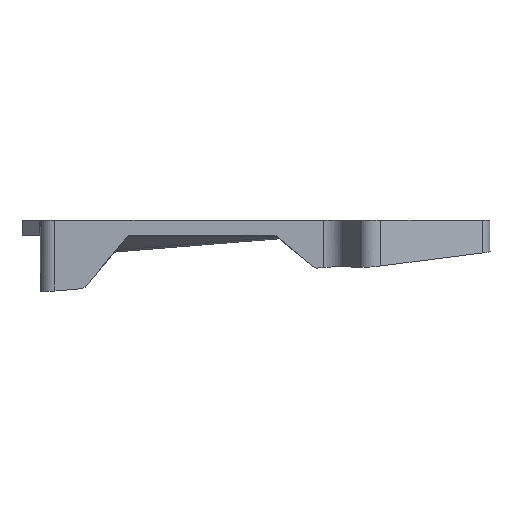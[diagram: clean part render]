
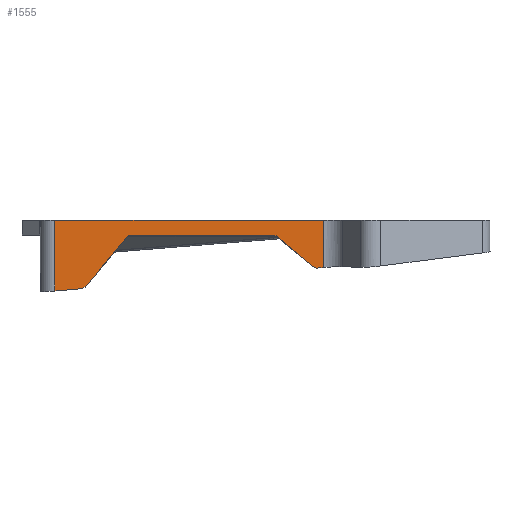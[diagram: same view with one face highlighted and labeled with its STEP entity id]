
A CAD part, left-side view. The second image highlights one B-rep face of the part: STEP entity #1555.
In plain terms, the highlighted planar face has unit normal (-1, 0, 0).
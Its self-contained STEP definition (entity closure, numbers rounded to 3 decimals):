
#36=ELLIPSE('',#1731,2.01,2.);
#37=ELLIPSE('',#1734,2.01,2.);
#162=FACE_OUTER_BOUND('',#281,.T.);
#281=EDGE_LOOP('',(#1225,#1226,#1227,#1228,#1229,#1230,#1231,#1232,#1233,
#1234,#1235,#1236));
#386=CIRCLE('',#1694,2.);
#403=CIRCLE('',#1733,2.);
#433=LINE('',#2366,#552);
#451=LINE('',#2692,#570);
#463=LINE('',#2735,#582);
#465=LINE('',#2751,#584);
#486=LINE('',#2845,#605);
#487=LINE('',#2848,#606);
#488=LINE('',#2850,#607);
#489=LINE('',#2851,#608);
#552=VECTOR('',#1857,10.);
#570=VECTOR('',#1971,10.);
#582=VECTOR('',#2007,10.);
#584=VECTOR('',#2023,10.);
#605=VECTOR('',#2086,10.);
#606=VECTOR('',#2091,10.);
#607=VECTOR('',#2092,10.);
#608=VECTOR('',#2093,10.);
#681=VERTEX_POINT('',#2363);
#682=VERTEX_POINT('',#2365);
#725=VERTEX_POINT('',#2689);
#726=VERTEX_POINT('',#2691);
#727=VERTEX_POINT('',#2695);
#744=VERTEX_POINT('',#2732);
#745=VERTEX_POINT('',#2734);
#752=VERTEX_POINT('',#2750);
#782=VERTEX_POINT('',#2838);
#783=VERTEX_POINT('',#2839);
#784=VERTEX_POINT('',#2844);
#785=VERTEX_POINT('',#2849);
#828=EDGE_CURVE('',#681,#682,#433,.T.);
#884=EDGE_CURVE('',#726,#725,#451,.T.);
#886=EDGE_CURVE('',#726,#727,#386,.T.);
#905=EDGE_CURVE('',#744,#745,#463,.F.);
#913=EDGE_CURVE('',#752,#727,#465,.T.);
#948=EDGE_CURVE('',#782,#783,#36,.T.);
#951=EDGE_CURVE('',#782,#784,#486,.T.);
#952=EDGE_CURVE('',#752,#784,#403,.T.);
#953=EDGE_CURVE('',#745,#725,#37,.T.);
#954=EDGE_CURVE('',#744,#682,#487,.T.);
#955=EDGE_CURVE('',#785,#681,#488,.T.);
#956=EDGE_CURVE('',#783,#785,#489,.F.);
#1225=ORIENTED_EDGE('',*,*,#948,.F.);
#1226=ORIENTED_EDGE('',*,*,#951,.T.);
#1227=ORIENTED_EDGE('',*,*,#952,.F.);
#1228=ORIENTED_EDGE('',*,*,#913,.T.);
#1229=ORIENTED_EDGE('',*,*,#886,.F.);
#1230=ORIENTED_EDGE('',*,*,#884,.T.);
#1231=ORIENTED_EDGE('',*,*,#953,.F.);
#1232=ORIENTED_EDGE('',*,*,#905,.F.);
#1233=ORIENTED_EDGE('',*,*,#954,.T.);
#1234=ORIENTED_EDGE('',*,*,#828,.F.);
#1235=ORIENTED_EDGE('',*,*,#955,.F.);
#1236=ORIENTED_EDGE('',*,*,#956,.F.);
#1505=PLANE('',#1732);
#1555=ADVANCED_FACE('',(#162),#1505,.F.);
#1694=AXIS2_PLACEMENT_3D('',#2696,#1975,#1976);
#1731=AXIS2_PLACEMENT_3D('',#2840,#2080,#2081);
#1732=AXIS2_PLACEMENT_3D('',#2843,#2084,#2085);
#1733=AXIS2_PLACEMENT_3D('',#2846,#2087,#2088);
#1734=AXIS2_PLACEMENT_3D('',#2847,#2089,#2090);
#1857=DIRECTION('',(0.,-1.,0.));
#1971=DIRECTION('',(0.,-0.766,-0.643));
#1975=DIRECTION('center_axis',(-1.,0.,0.));
#1976=DIRECTION('ref_axis',(0.,-0.342,0.94));
#2007=DIRECTION('',(0.,-0.996,0.087));
#2023=DIRECTION('',(0.,-1.,0.));
#2080=DIRECTION('center_axis',(1.,0.,0.));
#2081=DIRECTION('ref_axis',(0.,0.643,-0.766));
#2084=DIRECTION('center_axis',(1.,0.,0.));
#2085=DIRECTION('ref_axis',(0.,-1.,0.));
#2086=DIRECTION('',(0.,-0.643,0.766));
#2087=DIRECTION('center_axis',(-1.,0.,0.));
#2088=DIRECTION('ref_axis',(0.,0.423,0.906));
#2089=DIRECTION('center_axis',(1.,0.,0.));
#2090=DIRECTION('ref_axis',(0.,-0.766,-0.643));
#2091=DIRECTION('',(0.,0.,1.));
#2092=DIRECTION('',(0.,0.,1.));
#2093=DIRECTION('',(0.,-0.996,0.087));
#2363=CARTESIAN_POINT('',(8.96,-6.221,-8.));
#2365=CARTESIAN_POINT('',(8.96,-79.291,-8.));
#2366=CARTESIAN_POINT('',(8.96,-22.354,-8.));
#2689=CARTESIAN_POINT('',(8.96,-76.412,-20.544));
#2691=CARTESIAN_POINT('',(8.96,-66.783,-12.468));
#2692=CARTESIAN_POINT('',(8.96,-44.485,6.235));
#2695=CARTESIAN_POINT('',(8.96,-65.498,-12.));
#2696=CARTESIAN_POINT('Origin',(8.96,-65.498,-14.));
#2732=CARTESIAN_POINT('',(8.96,-79.291,-20.884));
#2734=CARTESIAN_POINT('',(8.96,-77.881,-21.008));
#2735=CARTESIAN_POINT('',(8.96,-33.763,-24.868));
#2750=CARTESIAN_POINT('',(8.96,-27.28,-12.));
#2751=CARTESIAN_POINT('',(8.96,-14.284,-12.));
#2838=CARTESIAN_POINT('',(8.96,-14.65,-25.947));
#2839=CARTESIAN_POINT('',(8.96,-13.282,-26.659));
#2840=CARTESIAN_POINT('Origin',(8.96,-13.117,-24.661));
#2843=CARTESIAN_POINT('Origin',(8.96,-2.221,0.));
#2844=CARTESIAN_POINT('',(8.96,-25.748,-12.715));
#2845=CARTESIAN_POINT('',(8.96,-18.141,-21.784));
#2846=CARTESIAN_POINT('Origin',(8.96,-27.28,-14.));
#2847=CARTESIAN_POINT('Origin',(8.96,-77.697,-19.011));
#2848=CARTESIAN_POINT('',(8.96,-79.291,-9.));
#2849=CARTESIAN_POINT('',(8.96,-6.221,-27.277));
#2850=CARTESIAN_POINT('',(8.96,-6.221,-9.));
#2851=CARTESIAN_POINT('',(8.96,-33.763,-24.868));
